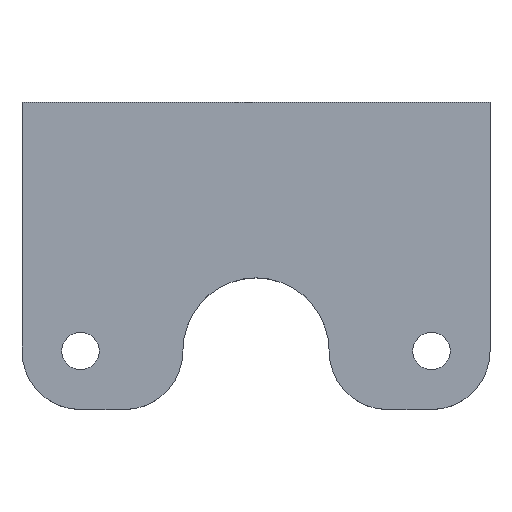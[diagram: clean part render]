
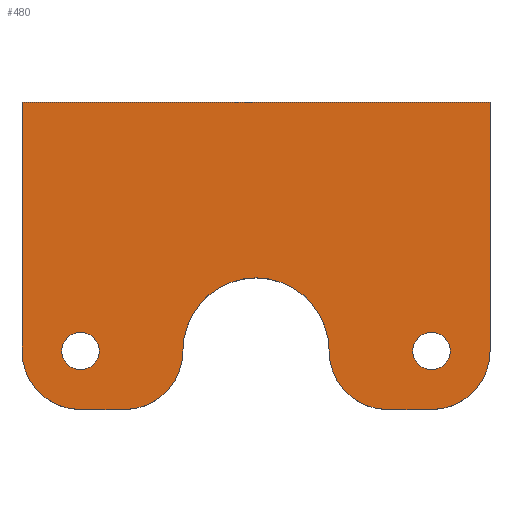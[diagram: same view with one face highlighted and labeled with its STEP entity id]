
A CAD part, top view. The second image highlights one B-rep face of the part: STEP entity #480.
In plain terms, the highlighted planar face has unit normal (0, 0, 1).
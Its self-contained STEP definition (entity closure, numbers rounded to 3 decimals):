
#25=FACE_BOUND('',#84,.T.);
#26=FACE_BOUND('',#85,.T.);
#39=PLANE('',#530);
#54=FACE_OUTER_BOUND('',#83,.T.);
#83=EDGE_LOOP('',(#347,#348,#349,#350,#351,#352,#353,#354,#355,#356));
#84=EDGE_LOOP('',(#357));
#85=EDGE_LOOP('',(#358));
#119=LINE('',#764,#155);
#122=LINE('',#770,#158);
#123=LINE('',#772,#159);
#124=LINE('',#774,#160);
#125=LINE('',#778,#161);
#155=VECTOR('',#611,10.);
#158=VECTOR('',#616,10.);
#159=VECTOR('',#617,10.);
#160=VECTOR('',#618,10.);
#161=VECTOR('',#621,10.);
#193=CIRCLE('',#527,5.);
#195=CIRCLE('',#531,5.);
#196=CIRCLE('',#532,5.);
#197=CIRCLE('',#533,6.25);
#198=CIRCLE('',#534,5.);
#199=CIRCLE('',#535,1.6);
#200=CIRCLE('',#536,1.6);
#223=VERTEX_POINT('',#754);
#224=VERTEX_POINT('',#755);
#227=VERTEX_POINT('',#763);
#229=VERTEX_POINT('',#769);
#230=VERTEX_POINT('',#771);
#231=VERTEX_POINT('',#773);
#232=VERTEX_POINT('',#775);
#233=VERTEX_POINT('',#777);
#234=VERTEX_POINT('',#779);
#235=VERTEX_POINT('',#781);
#236=VERTEX_POINT('',#784);
#237=VERTEX_POINT('',#786);
#269=EDGE_CURVE('',#223,#224,#193,.T.);
#273=EDGE_CURVE('',#227,#224,#119,.T.);
#276=EDGE_CURVE('',#223,#229,#122,.T.);
#277=EDGE_CURVE('',#229,#230,#123,.T.);
#278=EDGE_CURVE('',#230,#231,#124,.T.);
#279=EDGE_CURVE('',#232,#231,#195,.T.);
#280=EDGE_CURVE('',#232,#233,#125,.T.);
#281=EDGE_CURVE('',#234,#233,#196,.T.);
#282=EDGE_CURVE('',#234,#235,#197,.T.);
#283=EDGE_CURVE('',#227,#235,#198,.T.);
#284=EDGE_CURVE('',#236,#236,#199,.T.);
#285=EDGE_CURVE('',#237,#237,#200,.T.);
#347=ORIENTED_EDGE('',*,*,#269,.F.);
#348=ORIENTED_EDGE('',*,*,#276,.T.);
#349=ORIENTED_EDGE('',*,*,#277,.T.);
#350=ORIENTED_EDGE('',*,*,#278,.T.);
#351=ORIENTED_EDGE('',*,*,#279,.F.);
#352=ORIENTED_EDGE('',*,*,#280,.T.);
#353=ORIENTED_EDGE('',*,*,#281,.F.);
#354=ORIENTED_EDGE('',*,*,#282,.T.);
#355=ORIENTED_EDGE('',*,*,#283,.F.);
#356=ORIENTED_EDGE('',*,*,#273,.T.);
#357=ORIENTED_EDGE('',*,*,#284,.T.);
#358=ORIENTED_EDGE('',*,*,#285,.T.);
#480=ADVANCED_FACE('',(#54,#25,#26),#39,.T.);
#527=AXIS2_PLACEMENT_3D('',#756,#603,#604);
#530=AXIS2_PLACEMENT_3D('',#768,#614,#615);
#531=AXIS2_PLACEMENT_3D('',#776,#619,#620);
#532=AXIS2_PLACEMENT_3D('',#780,#622,#623);
#533=AXIS2_PLACEMENT_3D('',#782,#624,#625);
#534=AXIS2_PLACEMENT_3D('',#783,#626,#627);
#535=AXIS2_PLACEMENT_3D('',#785,#628,#629);
#536=AXIS2_PLACEMENT_3D('',#787,#630,#631);
#603=DIRECTION('center_axis',(0.,0.,-1.));
#604=DIRECTION('ref_axis',(0.707,-0.707,0.));
#611=DIRECTION('',(1.,0.,0.));
#614=DIRECTION('center_axis',(0.,0.,1.));
#615=DIRECTION('ref_axis',(-1.,0.,0.));
#616=DIRECTION('',(0.,1.,0.));
#617=DIRECTION('',(-1.,0.,0.));
#618=DIRECTION('',(0.,-1.,0.));
#619=DIRECTION('center_axis',(0.,0.,-1.));
#620=DIRECTION('ref_axis',(-0.707,-0.707,0.));
#621=DIRECTION('',(1.,0.,0.));
#622=DIRECTION('center_axis',(0.,0.,-1.));
#623=DIRECTION('ref_axis',(0.707,-0.707,0.));
#624=DIRECTION('center_axis',(0.,0.,-1.));
#625=DIRECTION('ref_axis',(-1.,0.,0.));
#626=DIRECTION('center_axis',(0.,0.,-1.));
#627=DIRECTION('ref_axis',(-0.707,-0.707,0.));
#628=DIRECTION('center_axis',(0.,0.,-1.));
#629=DIRECTION('ref_axis',(-1.,0.,0.));
#630=DIRECTION('center_axis',(0.,0.,-1.));
#631=DIRECTION('ref_axis',(-1.,0.,0.));
#754=CARTESIAN_POINT('',(20.,-11.25,10.5));
#755=CARTESIAN_POINT('',(15.,-16.25,10.5));
#756=CARTESIAN_POINT('Origin',(15.,-11.25,10.5));
#763=CARTESIAN_POINT('',(11.25,-16.25,10.5));
#764=CARTESIAN_POINT('',(-20.,-16.25,10.5));
#768=CARTESIAN_POINT('Origin',(0.,-3.125,10.5));
#769=CARTESIAN_POINT('',(20.,10.,10.5));
#770=CARTESIAN_POINT('',(20.,-16.25,10.5));
#771=CARTESIAN_POINT('',(-20.,10.,10.5));
#772=CARTESIAN_POINT('',(-20.,10.,10.5));
#773=CARTESIAN_POINT('',(-20.,-11.25,10.5));
#774=CARTESIAN_POINT('',(-20.,0.,10.5));
#775=CARTESIAN_POINT('',(-15.,-16.25,10.5));
#776=CARTESIAN_POINT('Origin',(-15.,-11.25,10.5));
#777=CARTESIAN_POINT('',(-11.25,-16.25,10.5));
#778=CARTESIAN_POINT('',(-20.,-16.25,10.5));
#779=CARTESIAN_POINT('',(-6.25,-11.25,10.5));
#780=CARTESIAN_POINT('Origin',(-11.25,-11.25,10.5));
#781=CARTESIAN_POINT('',(6.25,-11.25,10.5));
#782=CARTESIAN_POINT('Origin',(0.,-11.25,10.5));
#783=CARTESIAN_POINT('Origin',(11.25,-11.25,10.5));
#784=CARTESIAN_POINT('',(-13.4,-11.25,10.5));
#785=CARTESIAN_POINT('Origin',(-15.,-11.25,10.5));
#786=CARTESIAN_POINT('',(16.6,-11.25,10.5));
#787=CARTESIAN_POINT('Origin',(15.,-11.25,10.5));
